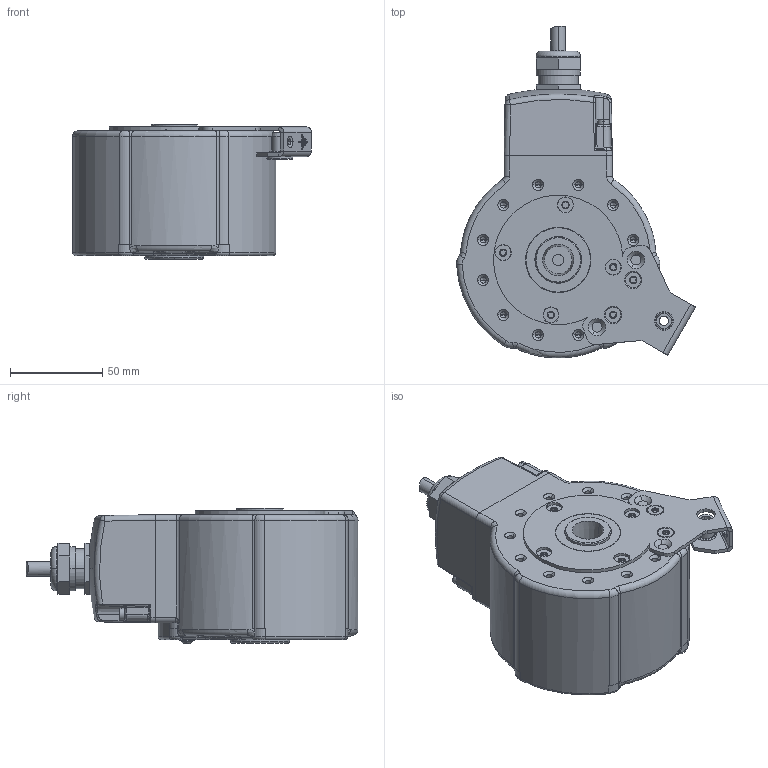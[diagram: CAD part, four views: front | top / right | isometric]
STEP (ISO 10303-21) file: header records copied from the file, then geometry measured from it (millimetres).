
FILE_DESCRIPTION((''),'2;1');
FILE_NAME('812310-01','2013-08-07T',('se2562'),(''),'PRO/ENGINEER BY PARAMETRIC TECHNOLOGY CORPORATION, 2011410','PRO/ENGINEER BY PARAMETRIC TECHNOLOGY CORPORATION, 2011410','');
FILE_SCHEMA(('CONFIG_CONTROL_DESIGN'));
Length unit declared in the file: millimetre
Products named in the file (1): 812310-01
Bounding box: 129.13 x 179.52 x 73.5 mm (x, y, z)
Volume: 339939.6 mm3; surface area: 127613.6 mm2
Topology: 4 solids, 7 shells, 1158 faces, 2825 edges, 1736 vertices
Faces by surface type: cylinder 500, plane 315, cone 153, torus 114, bspline 50, sphere 22, extrusion 3, revolution 1
Entity records: 44459 total; most frequent: CARTESIAN_POINT 16970, DIRECTION 6099, ORIENTED_EDGE 5610, EDGE_CURVE 2805, AXIS2_PLACEMENT_3D 2544, VERTEX_POINT 1736, CIRCLE 1440, EDGE_LOOP 1271
